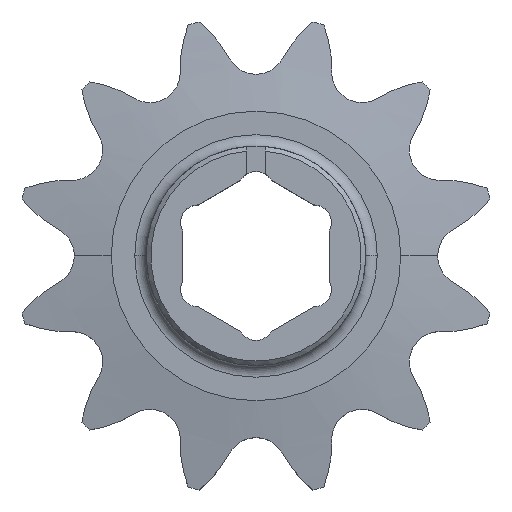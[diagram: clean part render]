
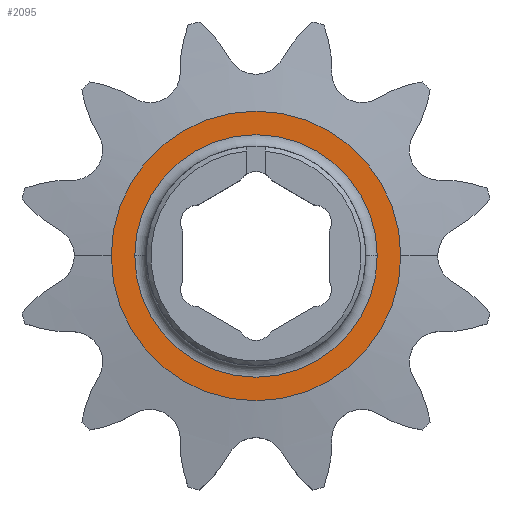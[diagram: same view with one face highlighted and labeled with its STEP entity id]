
A CAD part, top view. The second image highlights one B-rep face of the part: STEP entity #2095.
In plain terms, the highlighted planar face has unit normal (0, 0, 1).
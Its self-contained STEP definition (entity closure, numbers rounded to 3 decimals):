
#45 = CIRCLE ( 'NONE', #1816, 10.525 ) ;
#155 = CARTESIAN_POINT ( 'NONE',  ( 0., 0., 2.381 ) ) ;
#164 = VERTEX_POINT ( 'NONE', #3800 ) ;
#187 = DIRECTION ( 'NONE',  ( 0., 0., 1. ) ) ;
#216 = PLANE ( 'NONE',  #2005 ) ;
#221 = DIRECTION ( 'NONE',  ( 0., 0., -1. ) ) ;
#460 = DIRECTION ( 'NONE',  ( 1., 0., 0. ) ) ;
#503 = CARTESIAN_POINT ( 'NONE',  ( 0., 0., 2.381 ) ) ;
#784 = DIRECTION ( 'NONE',  ( 1., 0., 0. ) ) ;
#802 = DIRECTION ( 'NONE',  ( 0., 0., -1. ) ) ;
#865 = DIRECTION ( 'NONE',  ( 1., 0., 0. ) ) ;
#1070 = CARTESIAN_POINT ( 'NONE',  ( -12.567, 0., 2.381 ) ) ;
#1139 = ORIENTED_EDGE ( 'NONE', *, *, #1680, .T. ) ;
#1181 = CARTESIAN_POINT ( 'NONE',  ( 0., 0., 2.381 ) ) ;
#1192 = CIRCLE ( 'NONE', #3006, 10.525 ) ;
#1334 = EDGE_CURVE ( 'NONE', #3304, #2839, #1918, .T. ) ;
#1369 = DIRECTION ( 'NONE',  ( 0., 0., 1. ) ) ;
#1680 = EDGE_CURVE ( 'NONE', #2217, #164, #45, .T. ) ;
#1816 = AXIS2_PLACEMENT_3D ( 'NONE', #503, #802, #784 ) ;
#1890 = ORIENTED_EDGE ( 'NONE', *, *, #3902, .T. ) ;
#1908 = ORIENTED_EDGE ( 'NONE', *, *, #1334, .T. ) ;
#1918 = CIRCLE ( 'NONE', #3798, 12.567 ) ;
#1975 = FACE_OUTER_BOUND ( 'NONE', #3039, .T. ) ;
#2005 = AXIS2_PLACEMENT_3D ( 'NONE', #155, #1369, #3528 ) ;
#2029 = DIRECTION ( 'NONE',  ( 0., 0., 1. ) ) ;
#2095 = ADVANCED_FACE ( 'NONE', ( #2282, #1975 ), #216, .T. ) ;
#2217 = VERTEX_POINT ( 'NONE', #2715 ) ;
#2238 = CARTESIAN_POINT ( 'NONE',  ( 12.567, 0., 2.381 ) ) ;
#2282 = FACE_BOUND ( 'NONE', #3551, .T. ) ;
#2350 = ORIENTED_EDGE ( 'NONE', *, *, #3102, .T. ) ;
#2715 = CARTESIAN_POINT ( 'NONE',  ( 10.525, 0., 2.381 ) ) ;
#2839 = VERTEX_POINT ( 'NONE', #2238 ) ;
#2868 = AXIS2_PLACEMENT_3D ( 'NONE', #3510, #2029, #3231 ) ;
#2897 = CARTESIAN_POINT ( 'NONE',  ( 0., 0., 2.381 ) ) ;
#3006 = AXIS2_PLACEMENT_3D ( 'NONE', #2897, #221, #460 ) ;
#3039 = EDGE_LOOP ( 'NONE', ( #1908, #2350 ) ) ;
#3102 = EDGE_CURVE ( 'NONE', #2839, #3304, #3634, .T. ) ;
#3231 = DIRECTION ( 'NONE',  ( 1., 0., 0. ) ) ;
#3304 = VERTEX_POINT ( 'NONE', #1070 ) ;
#3510 = CARTESIAN_POINT ( 'NONE',  ( 0., 0., 2.381 ) ) ;
#3528 = DIRECTION ( 'NONE',  ( 1., 0., 0. ) ) ;
#3551 = EDGE_LOOP ( 'NONE', ( #1139, #1890 ) ) ;
#3634 = CIRCLE ( 'NONE', #2868, 12.567 ) ;
#3798 = AXIS2_PLACEMENT_3D ( 'NONE', #1181, #187, #865 ) ;
#3800 = CARTESIAN_POINT ( 'NONE',  ( -10.525, 0., 2.381 ) ) ;
#3902 = EDGE_CURVE ( 'NONE', #164, #2217, #1192, .T. ) ;
